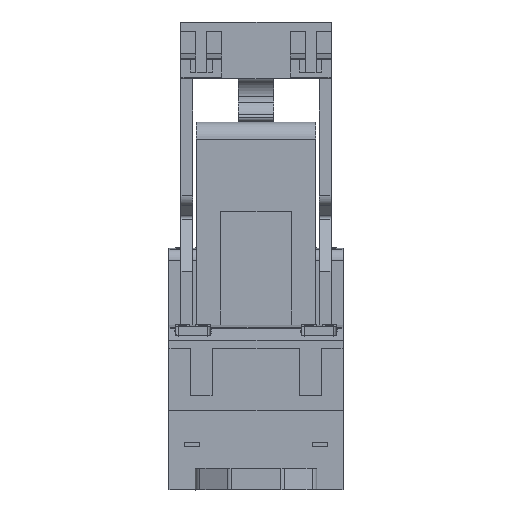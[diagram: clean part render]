
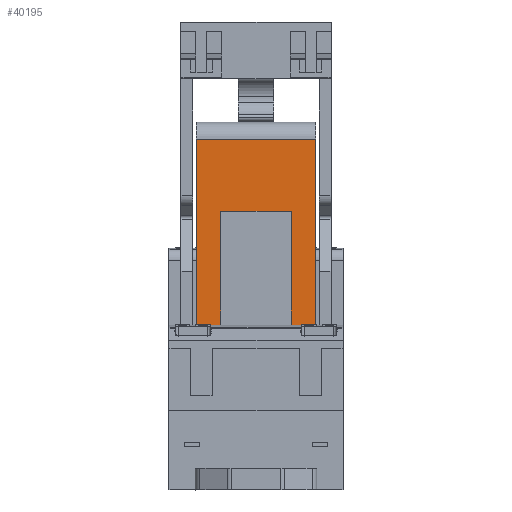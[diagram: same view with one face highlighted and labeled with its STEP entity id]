
A CAD part, front view. The second image highlights one B-rep face of the part: STEP entity #40195.
In plain terms, the highlighted planar face has unit normal (0, -1, 0).
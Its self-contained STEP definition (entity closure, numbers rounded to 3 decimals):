
#40168=AXIS2_PLACEMENT_3D('Plane Axis2P3D',#40165,#40166,#40167) ;
#40098=CARTESIAN_POINT('Line Origine',(4.795,31.495,45.357)) ;
#40102=CARTESIAN_POINT('Vertex',(4.795,31.495,29.)) ;
#40104=CARTESIAN_POINT('Vertex',(4.795,31.495,61.713)) ;
#40165=CARTESIAN_POINT('Axis2P3D Location',(25.805,31.495,29.6)) ;
#40170=CARTESIAN_POINT('Line Origine',(25.805,31.495,45.357)) ;
#40174=CARTESIAN_POINT('Vertex',(25.805,31.495,61.713)) ;
#40176=CARTESIAN_POINT('Vertex',(25.805,31.495,29.)) ;
#40179=CARTESIAN_POINT('Line Origine',(15.3,31.495,61.713)) ;
#40184=CARTESIAN_POINT('Line Origine',(15.3,31.495,29.)) ;
#40099=DIRECTION('Vector Direction',(0.,0.,-1.)) ;
#40166=DIRECTION('Axis2P3D Direction',(0.,1.,0.)) ;
#40167=DIRECTION('Axis2P3D XDirection',(-1.,0.,0.)) ;
#40171=DIRECTION('Vector Direction',(0.,0.,1.)) ;
#40180=DIRECTION('Vector Direction',(1.,0.,0.)) ;
#40185=DIRECTION('Vector Direction',(-1.,0.,0.)) ;
#40100=VECTOR('Line Direction',#40099,1.) ;
#40172=VECTOR('Line Direction',#40171,1.) ;
#40181=VECTOR('Line Direction',#40180,1.) ;
#40186=VECTOR('Line Direction',#40185,1.) ;
#40190=ORIENTED_EDGE('',*,*,#40178,.F.) ;
#40191=ORIENTED_EDGE('',*,*,#40183,.F.) ;
#40192=ORIENTED_EDGE('',*,*,#40106,.F.) ;
#40193=ORIENTED_EDGE('',*,*,#40188,.F.) ;
#40195=ADVANCED_FACE('RELAIS',(#40194),#40169,.F.) ;
#40106=EDGE_CURVE('',#40103,#40105,#40101,.F.) ;
#40178=EDGE_CURVE('',#40175,#40177,#40173,.F.) ;
#40183=EDGE_CURVE('',#40105,#40175,#40182,.T.) ;
#40188=EDGE_CURVE('',#40177,#40103,#40187,.T.) ;
#40189=EDGE_LOOP('',(#40190,#40191,#40192,#40193)) ;
#40194=FACE_OUTER_BOUND('',#40189,.T.) ;
#40101=LINE('Line',#40098,#40100) ;
#40173=LINE('Line',#40170,#40172) ;
#40182=LINE('Line',#40179,#40181) ;
#40187=LINE('Line',#40184,#40186) ;
#40169=PLANE('',#40168) ;
#40103=VERTEX_POINT('',#40102) ;
#40105=VERTEX_POINT('',#40104) ;
#40175=VERTEX_POINT('',#40174) ;
#40177=VERTEX_POINT('',#40176) ;
